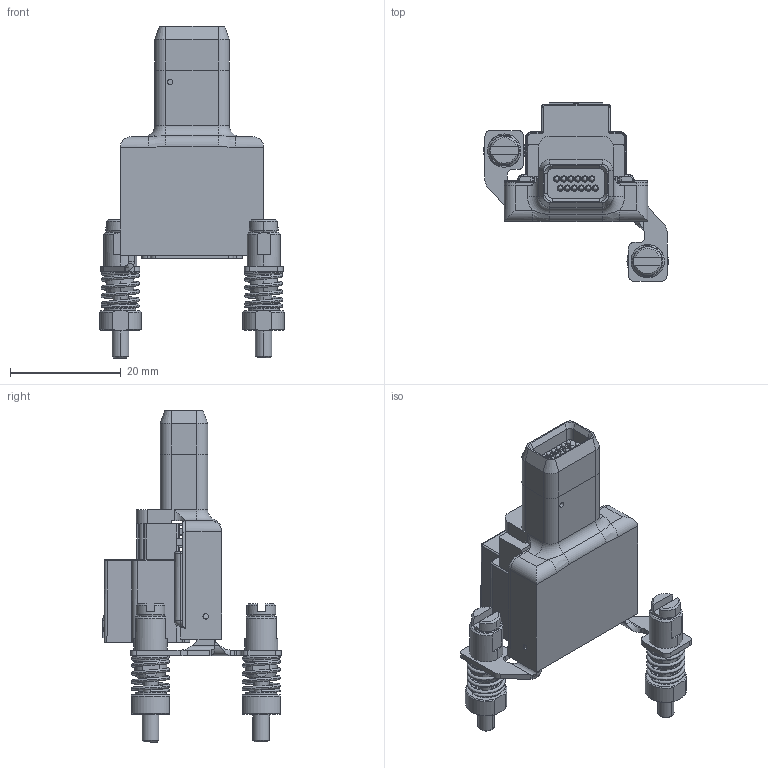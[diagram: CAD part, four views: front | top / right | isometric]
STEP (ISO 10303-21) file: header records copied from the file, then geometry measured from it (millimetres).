
FILE_DESCRIPTION (( 'STEP AP214' ), '1' );
FILE_NAME ('INGUN_105323_neben.STEP', '2021-03-25T09:46:53', ( '' ), ( '' ), 'SwSTEP 2.0', 'SolidWorks 2018', '' );
FILE_SCHEMA (( 'AUTOMOTIVE_DESIGN' ));
Length unit declared in the file: millimetre
Products named in the file (16): 107463~0_KUNDE<S>; INGUN_105323_neben; 104152~2_S; 105326~1_S; 105328~0_S; 104148~0_S; 104151~2_S; 103579~0_S; 104182~1_S; 105325~0_S; 103574~2_S; 104150~0_S; GKS-069-0024~-g-k-s_S; 107222~1_<S>Kunde; 33841~0_<S>6,5; 33841_3~0_S
Assembly tree (29 placements, depth 4):
  INGUN_105323_neben
    105328~0_S
    105326~1_S
    107463~0_KUNDE<S>
    107222~1_<S>Kunde
    105325~0_S
    103574~2_S  x2
    103579~0_S  x2
    GKS-069-0024~-g-k-s_S  x12
    104148~0_S  x2
      104150~0_S
      104151~2_S
      33841~0_<S>6,5
        33841_3~0_S
      104152~2_S
      104182~1_S
Bounding box: 33.41 x 32.23 x 60 mm (x, y, z)
Volume: 9582.7 mm3; surface area: 11582.3 mm2
Topology: 43 solids, 43 shells, 1483 faces, 3548 edges, 2213 vertices
Faces by surface type: cylinder 606, plane 589, cone 178, bspline 84, torus 22, sphere 4
Entity records: 36259 total; most frequent: CARTESIAN_POINT 10095, DIRECTION 5164, ORIENTED_EDGE 5058, EDGE_CURVE 2529, AXIS2_PLACEMENT_3D 1833, VERTEX_POINT 1619, VECTOR 1498, LINE 1498
